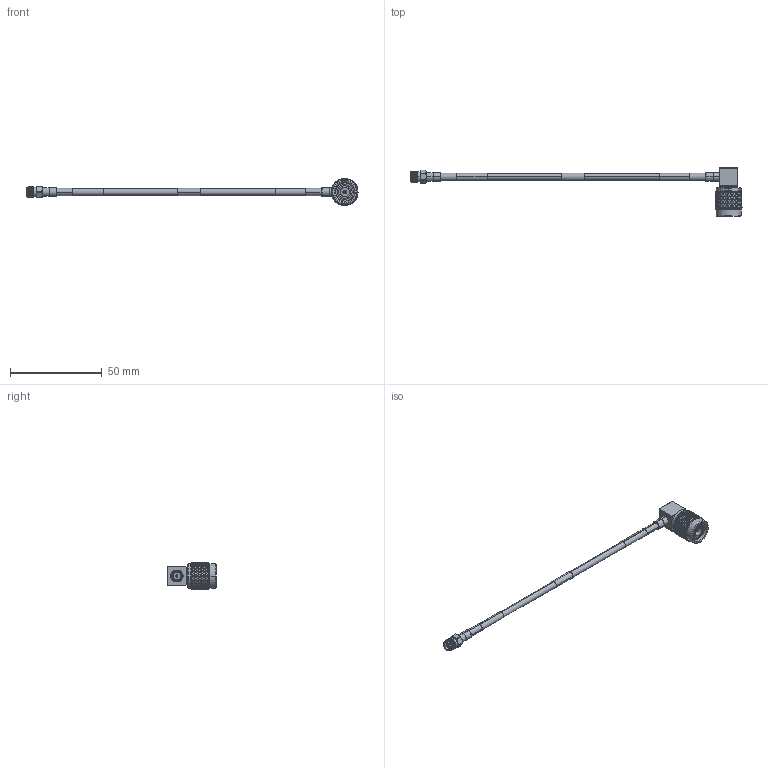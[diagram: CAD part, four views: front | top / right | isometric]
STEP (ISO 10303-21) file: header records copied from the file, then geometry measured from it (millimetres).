
FILE_DESCRIPTION (( 'STEP AP214' ), '1' );
FILE_NAME ('LCCA30497_3D.STEP', '2020-04-30T18:59:25', ( '' ), ( '' ), 'SwSTEP 2.0', 'SolidWorks 2018', '' );
FILE_SCHEMA (( 'AUTOMOTIVE_DESIGN' ));
Length unit declared in the file: inch
Products named in the file (6): 1AW01-003_.152 ID; LC141TBJ (141 Formable with HeatShrink); LC141TBJ-PROD; LCCN3061; LCCA30497_3D; LCCN3047
Assembly tree (7 placements, depth 3):
  LCCA30497_3D
    LC141TBJ-PROD
      LC141TBJ (141 Formable with HeatShrink)
      1AW01-003_.152 ID  x3
    LCCN3047
    LCCN3061
Bounding box: 180.84 x 26.49 x 14.5 mm (x, y, z)
Volume: 4793.2 mm3; surface area: 7052.1 mm2
Topology: 9 solids, 9 shells, 2752 faces, 5836 edges, 3122 vertices
Faces by surface type: bspline 2008, cylinder 622, plane 73, cone 49
Entity records: 106057 total; most frequent: CARTESIAN_POINT 69092, ORIENTED_EDGE 11624, EDGE_CURVE 5812, VERTEX_POINT 3106, EDGE_LOOP 2768, FACE_OUTER_BOUND 2740, ADVANCED_FACE 2740, DIRECTION 2380
